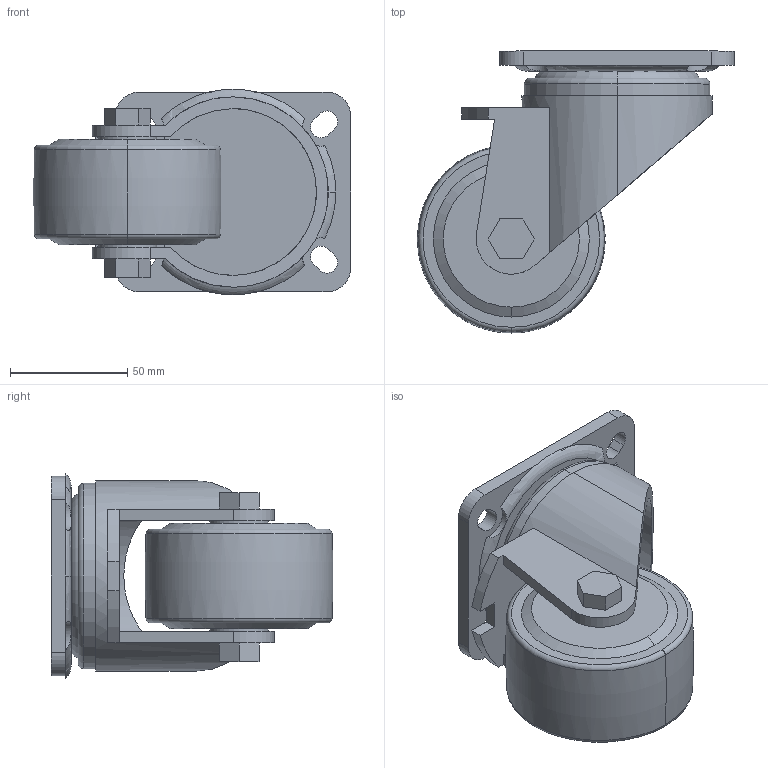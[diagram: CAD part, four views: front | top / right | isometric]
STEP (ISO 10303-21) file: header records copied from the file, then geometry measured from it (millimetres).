
FILE_DESCRIPTION (( 'STEP AP203' ), '1' );
FILE_NAME ('K-590J-80.STEP', '2012-02-22T04:29:35', ( '' ), ( '' ), 'SwSTEP 2.0', 'SolidWorks 2011', '' );
FILE_SCHEMA (( 'CONFIG_CONTROL_DESIGN' ));
Length unit declared in the file: millimetre
Products named in the file (1): K-590J-80
Bounding box: 134.94 x 119.95 x 87.29 mm (x, y, z)
Volume: 368460.9 mm3; surface area: 69416.7 mm2
Topology: 1 solids, 1 shells, 106 faces, 275 edges, 180 vertices
Faces by surface type: plane 53, cylinder 37, torus 12, cone 4
Entity records: 3515 total; most frequent: CARTESIAN_POINT 743, DIRECTION 587, ORIENTED_EDGE 550, EDGE_CURVE 275, AXIS2_PLACEMENT_3D 218, VERTEX_POINT 180, VECTOR 151, LINE 151
